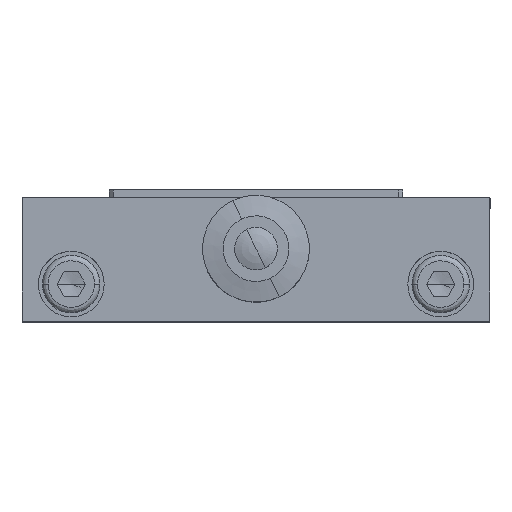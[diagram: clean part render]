
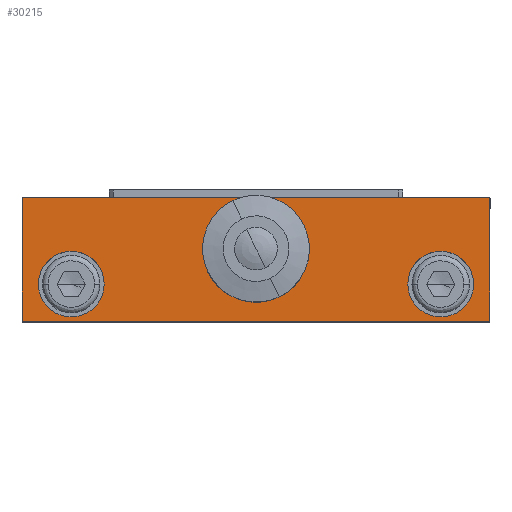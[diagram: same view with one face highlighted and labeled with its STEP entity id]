
A CAD part, top view. The second image highlights one B-rep face of the part: STEP entity #30215.
In plain terms, the highlighted planar face has unit normal (0, 0, 1).
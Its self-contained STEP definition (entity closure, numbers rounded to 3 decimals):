
#662 = DIRECTION ( 'NONE',  ( 0., 0., 1. ) ) ;
#885 = VERTEX_POINT ( 'NONE', #31983 ) ;
#1095 = LINE ( 'NONE', #19311, #19170 ) ;
#2394 = CARTESIAN_POINT ( 'NONE',  ( -28.5, 0., 64.6 ) ) ;
#2539 = CARTESIAN_POINT ( 'NONE',  ( 22.5, 4.5, 64.6 ) ) ;
#2735 = ORIENTED_EDGE ( 'NONE', *, *, #7966, .T. ) ;
#2976 = CARTESIAN_POINT ( 'NONE',  ( 28.5, 15., 64.6 ) ) ;
#4358 = AXIS2_PLACEMENT_3D ( 'NONE', #2394, #23404, #32804 ) ;
#5281 = CARTESIAN_POINT ( 'NONE',  ( 0., 8.75, 64.6 ) ) ;
#5355 = VERTEX_POINT ( 'NONE', #11921 ) ;
#5616 = FACE_BOUND ( 'NONE', #39458, .T. ) ;
#5747 = ORIENTED_EDGE ( 'NONE', *, *, #11080, .F. ) ;
#6555 = FACE_BOUND ( 'NONE', #10471, .T. ) ;
#6661 = CIRCLE ( 'NONE', #30268, 4. ) ;
#6779 = CARTESIAN_POINT ( 'NONE',  ( -22.5, 4.5, 64.6 ) ) ;
#6942 = DIRECTION ( 'NONE',  ( 0., 0., 1. ) ) ;
#7966 = EDGE_CURVE ( 'NONE', #15530, #25785, #36922, .T. ) ;
#8115 = EDGE_CURVE ( 'NONE', #25785, #22626, #17803, .T. ) ;
#8141 = CARTESIAN_POINT ( 'NONE',  ( -26.5, 4.5, 64.6 ) ) ;
#8236 = CIRCLE ( 'NONE', #36860, 4. ) ;
#9987 = DIRECTION ( 'NONE',  ( 1., 0., 0. ) ) ;
#10391 = EDGE_CURVE ( 'NONE', #20382, #5355, #38846, .T. ) ;
#10471 = EDGE_LOOP ( 'NONE', ( #16214, #19602 ) ) ;
#11080 = EDGE_CURVE ( 'NONE', #23735, #30958, #36900, .T. ) ;
#11178 = VECTOR ( 'NONE', #31948, 1000. ) ;
#11921 = CARTESIAN_POINT ( 'NONE',  ( -4.8, 8.75, 64.6 ) ) ;
#13136 = DIRECTION ( 'NONE',  ( 1., 0., 0. ) ) ;
#13365 = CARTESIAN_POINT ( 'NONE',  ( -28.5, 0., 64.6 ) ) ;
#13794 = ORIENTED_EDGE ( 'NONE', *, *, #8115, .T. ) ;
#14337 = PLANE ( 'NONE',  #4358 ) ;
#15530 = VERTEX_POINT ( 'NONE', #31942 ) ;
#16214 = ORIENTED_EDGE ( 'NONE', *, *, #10391, .F. ) ;
#16219 = CARTESIAN_POINT ( 'NONE',  ( 22.5, 4.5, 64.6 ) ) ;
#16520 = CARTESIAN_POINT ( 'NONE',  ( 4.8, 8.75, 64.6 ) ) ;
#17242 = EDGE_LOOP ( 'NONE', ( #27856, #28541 ) ) ;
#17803 = LINE ( 'NONE', #31909, #37875 ) ;
#19170 = VECTOR ( 'NONE', #22894, 1000. ) ;
#19311 = CARTESIAN_POINT ( 'NONE',  ( -28.5, 15., 64.6 ) ) ;
#19396 = EDGE_LOOP ( 'NONE', ( #26735, #2735, #13794, #27983 ) ) ;
#19404 = EDGE_CURVE ( 'NONE', #5355, #20382, #30369, .T. ) ;
#19602 = ORIENTED_EDGE ( 'NONE', *, *, #19404, .F. ) ;
#20186 = VECTOR ( 'NONE', #35798, 1000. ) ;
#20382 = VERTEX_POINT ( 'NONE', #16520 ) ;
#20561 = CIRCLE ( 'NONE', #33052, 4. ) ;
#20681 = DIRECTION ( 'NONE',  ( 0., 0., 1. ) ) ;
#22577 = CARTESIAN_POINT ( 'NONE',  ( -22.5, 4.5, 64.6 ) ) ;
#22613 = CARTESIAN_POINT ( 'NONE',  ( 0., 8.75, 64.6 ) ) ;
#22626 = VERTEX_POINT ( 'NONE', #2976 ) ;
#22894 = DIRECTION ( 'NONE',  ( -1., 0., 0. ) ) ;
#23404 = DIRECTION ( 'NONE',  ( 0., 0., 1. ) ) ;
#23621 = EDGE_CURVE ( 'NONE', #22626, #33507, #1095, .T. ) ;
#23735 = VERTEX_POINT ( 'NONE', #31765 ) ;
#23980 = CARTESIAN_POINT ( 'NONE',  ( -28.5, 15., 64.6 ) ) ;
#24985 = EDGE_CURVE ( 'NONE', #25271, #885, #20561, .T. ) ;
#25271 = VERTEX_POINT ( 'NONE', #34356 ) ;
#25785 = VERTEX_POINT ( 'NONE', #27219 ) ;
#26735 = ORIENTED_EDGE ( 'NONE', *, *, #32626, .T. ) ;
#26902 = DIRECTION ( 'NONE',  ( 1., 0., 0. ) ) ;
#27219 = CARTESIAN_POINT ( 'NONE',  ( 28.5, 0., 64.6 ) ) ;
#27856 = ORIENTED_EDGE ( 'NONE', *, *, #34738, .F. ) ;
#27983 = ORIENTED_EDGE ( 'NONE', *, *, #23621, .T. ) ;
#28327 = AXIS2_PLACEMENT_3D ( 'NONE', #22613, #31339, #31206 ) ;
#28398 = CARTESIAN_POINT ( 'NONE',  ( -28.5, 15., 64.6 ) ) ;
#28541 = ORIENTED_EDGE ( 'NONE', *, *, #24985, .F. ) ;
#28756 = DIRECTION ( 'NONE',  ( 0., 0., 1. ) ) ;
#28966 = FACE_BOUND ( 'NONE', #17242, .T. ) ;
#30215 = ADVANCED_FACE ( 'NONE', ( #5616, #28966, #6555, #37066 ), #14337, .T. ) ;
#30268 = AXIS2_PLACEMENT_3D ( 'NONE', #22577, #28756, #31573 ) ;
#30369 = CIRCLE ( 'NONE', #28327, 4.8 ) ;
#30779 = ORIENTED_EDGE ( 'NONE', *, *, #38240, .F. ) ;
#30958 = VERTEX_POINT ( 'NONE', #8141 ) ;
#31206 = DIRECTION ( 'NONE',  ( 1., 0., 0. ) ) ;
#31339 = DIRECTION ( 'NONE',  ( 0., 0., 1. ) ) ;
#31573 = DIRECTION ( 'NONE',  ( 1., 0., 0. ) ) ;
#31765 = CARTESIAN_POINT ( 'NONE',  ( -18.5, 4.5, 64.6 ) ) ;
#31909 = CARTESIAN_POINT ( 'NONE',  ( 28.5, 15., 64.6 ) ) ;
#31942 = CARTESIAN_POINT ( 'NONE',  ( -28.5, 0., 64.6 ) ) ;
#31948 = DIRECTION ( 'NONE',  ( 1., 0., 0. ) ) ;
#31983 = CARTESIAN_POINT ( 'NONE',  ( 26.5, 4.5, 64.6 ) ) ;
#32192 = AXIS2_PLACEMENT_3D ( 'NONE', #6779, #662, #13136 ) ;
#32345 = DIRECTION ( 'NONE',  ( 1., 0., 0. ) ) ;
#32626 = EDGE_CURVE ( 'NONE', #33507, #15530, #36007, .T. ) ;
#32804 = DIRECTION ( 'NONE',  ( 1., 0., 0. ) ) ;
#33052 = AXIS2_PLACEMENT_3D ( 'NONE', #16219, #6942, #9987 ) ;
#33507 = VERTEX_POINT ( 'NONE', #28398 ) ;
#34356 = CARTESIAN_POINT ( 'NONE',  ( 18.5, 4.5, 64.6 ) ) ;
#34681 = AXIS2_PLACEMENT_3D ( 'NONE', #5281, #20681, #32345 ) ;
#34738 = EDGE_CURVE ( 'NONE', #885, #25271, #8236, .T. ) ;
#35798 = DIRECTION ( 'NONE',  ( 0., -1., 0. ) ) ;
#36007 = LINE ( 'NONE', #23980, #20186 ) ;
#36860 = AXIS2_PLACEMENT_3D ( 'NONE', #2539, #39435, #26902 ) ;
#36900 = CIRCLE ( 'NONE', #32192, 4. ) ;
#36922 = LINE ( 'NONE', #13365, #11178 ) ;
#37066 = FACE_OUTER_BOUND ( 'NONE', #19396, .T. ) ;
#37875 = VECTOR ( 'NONE', #38011, 1000. ) ;
#38011 = DIRECTION ( 'NONE',  ( 0., 1., 0. ) ) ;
#38240 = EDGE_CURVE ( 'NONE', #30958, #23735, #6661, .T. ) ;
#38846 = CIRCLE ( 'NONE', #34681, 4.8 ) ;
#39435 = DIRECTION ( 'NONE',  ( 0., 0., 1. ) ) ;
#39458 = EDGE_LOOP ( 'NONE', ( #5747, #30779 ) ) ;
